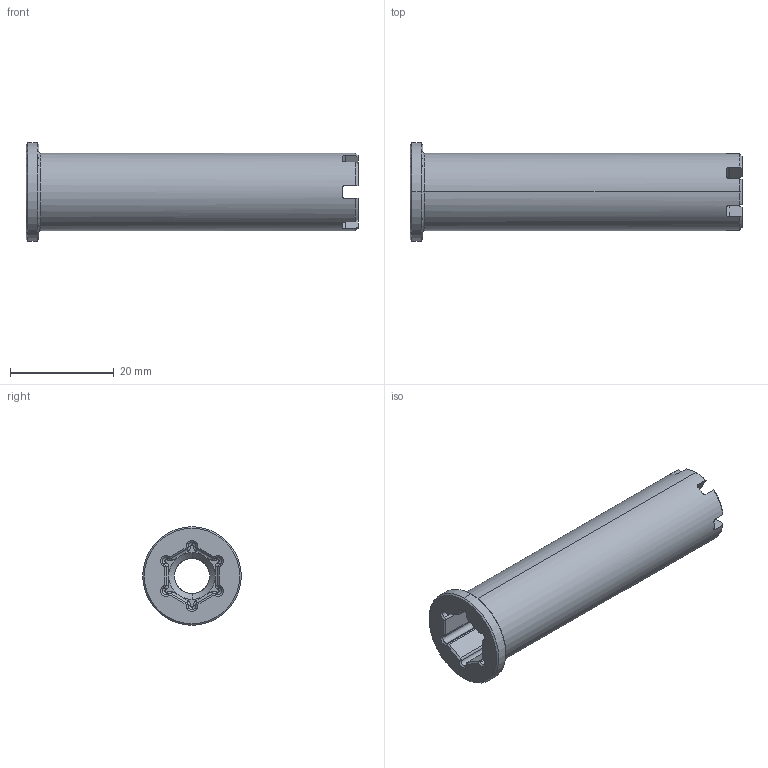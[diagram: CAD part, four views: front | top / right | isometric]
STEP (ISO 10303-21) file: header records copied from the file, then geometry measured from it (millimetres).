
FILE_DESCRIPTION (( 'STEP AP203' ), '1' );
FILE_NAME ('TA00-12-00-0001洏壽誹种粣.step', '2025-06-04T07:55:53', ( '' ), ( 'HP' ), 'SwSTEP 2.0', 'SolidWorks 2023', '' );
FILE_SCHEMA (( 'CONFIG_CONTROL_DESIGN' ));
Length unit declared in the file: millimetre
Products named in the file (1): TA00-12-00-0001膝关节销轴
Bounding box: 64 x 19 x 19 mm (x, y, z)
Volume: 7403.7 mm3; surface area: 5374.7 mm2
Topology: 1 solids, 1 shells, 164 faces, 414 edges, 252 vertices
Faces by surface type: cylinder 49, plane 44, cone 43, torus 28
Entity records: 5101 total; most frequent: CARTESIAN_POINT 1023, DIRECTION 898, ORIENTED_EDGE 828, EDGE_CURVE 414, AXIS2_PLACEMENT_3D 367, VERTEX_POINT 252, CIRCLE 202, EDGE_LOOP 166
